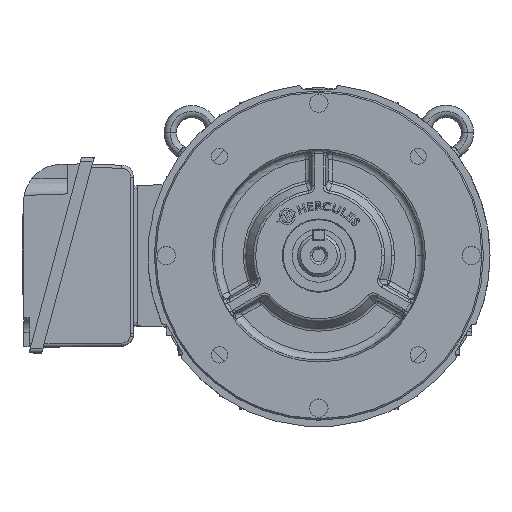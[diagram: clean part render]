
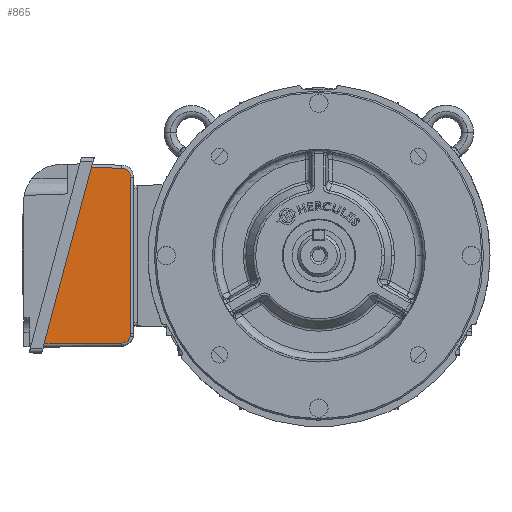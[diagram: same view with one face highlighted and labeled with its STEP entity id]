
A CAD part, top view. The second image highlights one B-rep face of the part: STEP entity #865.
In plain terms, the highlighted planar face has unit normal (0.017, -0.004, 1).
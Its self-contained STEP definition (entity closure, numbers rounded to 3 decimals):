
#670 = ORIENTED_EDGE ( 'NONE', *, *, #32123, .T. ) ;
#865 = ADVANCED_FACE ( 'NONE', ( #38268 ), #55384, .T. ) ;
#1065 = VERTEX_POINT ( 'NONE', #16248 ) ;
#1660 = CARTESIAN_POINT ( 'NONE',  ( -150.65, 57.75, 48.25 ) ) ;
#2474 = EDGE_CURVE ( 'NONE', #35350, #5639, #58522, .T. ) ;
#2780 = CARTESIAN_POINT ( 'NONE',  ( -126.612, -57.304, 47.325 ) ) ;
#3907 = LINE ( 'NONE', #38948, #37429 ) ;
#5639 = VERTEX_POINT ( 'NONE', #23005 ) ;
#7262 = VECTOR ( 'NONE', #37294, 1000. ) ;
#8376 = CARTESIAN_POINT ( 'NONE',  ( -129.414, -57.328, 47.372 ) ) ;
#9691 = CARTESIAN_POINT ( 'NONE',  ( -123.466, -51.329, 47.299 ) ) ;
#13238 = CARTESIAN_POINT ( 'NONE',  ( -123.671, -52.881, 47.295 ) ) ;
#13878 = DIRECTION ( 'NONE',  ( 0.259, 0.966, 0. ) ) ;
#15723 = CARTESIAN_POINT ( 'NONE',  ( -125.896, 57.318, 47.831 ) ) ;
#15842 = ORIENTED_EDGE ( 'NONE', *, *, #18346, .T. ) ;
#16248 = CARTESIAN_POINT ( 'NONE',  ( -181.607, -57.784, 48.25 ) ) ;
#17521 = CARTESIAN_POINT ( 'NONE',  ( -123.535, -52.374, 47.295 ) ) ;
#18346 = EDGE_CURVE ( 'NONE', #1065, #67344, #3907, .T. ) ;
#20010 = ORIENTED_EDGE ( 'NONE', *, *, #44156, .F. ) ;
#20228 = LINE ( 'NONE', #59748, #20392 ) ;
#20392 = VECTOR ( 'NONE', #13878, 1000. ) ;
#23005 = CARTESIAN_POINT ( 'NONE',  ( -123.466, 51.379, 47.763 ) ) ;
#24205 = CARTESIAN_POINT ( 'NONE',  ( -129.362, 57.378, 47.889 ) ) ;
#25574 = ORIENTED_EDGE ( 'NONE', *, *, #69809, .T. ) ;
#30033 = CARTESIAN_POINT ( 'NONE',  ( -124.396, -55.588, 47.295 ) ) ;
#30555 = CARTESIAN_POINT ( 'NONE',  ( -123.466, 51.388, 47.763 ) ) ;
#31682 = LINE ( 'NONE', #71592, #7262 ) ;
#32123 = EDGE_CURVE ( 'NONE', #5639, #61324, #50146, .T. ) ;
#35350 = VERTEX_POINT ( 'NONE', #9691 ) ;
#36878 = ORIENTED_EDGE ( 'NONE', *, *, #42307, .T. ) ;
#37294 = DIRECTION ( 'NONE',  ( -1., 0.017, 0.017 ) ) ;
#37429 = VECTOR ( 'NONE', #61685, 1000. ) ;
#37758 = AXIS2_PLACEMENT_3D ( 'NONE', #42727, #71074, #42350 ) ;
#38168 = CARTESIAN_POINT ( 'NONE',  ( -129.414, -57.328, 47.372 ) ) ;
#38268 = FACE_OUTER_BOUND ( 'NONE', #72400, .T. ) ;
#38948 = CARTESIAN_POINT ( 'NONE',  ( -129.447, -57.329, 47.373 ) ) ;
#40244 = CARTESIAN_POINT ( 'NONE',  ( -123.466, -51.854, 47.297 ) ) ;
#42089 = DIRECTION ( 'NONE',  ( 0., 1., 0.005 ) ) ;
#42307 = EDGE_CURVE ( 'NONE', #61324, #45149, #31682, .T. ) ;
#42350 = DIRECTION ( 'NONE',  ( 1., 0., -0.017 ) ) ;
#42727 = CARTESIAN_POINT ( 'NONE',  ( -163.369, 10.281, 48.25 ) ) ;
#44156 = EDGE_CURVE ( 'NONE', #1065, #45149, #20228, .T. ) ;
#45149 = VERTEX_POINT ( 'NONE', #1660 ) ;
#47204 = CARTESIAN_POINT ( 'NONE',  ( -123.671, -52.881, 47.295 ) ) ;
#50006 = CARTESIAN_POINT ( 'NONE',  ( -129.362, 57.378, 47.889 ) ) ;
#50146 =( BOUNDED_CURVE ( )  B_SPLINE_CURVE ( 3, ( #61183, #55218, #15723, #50006 ),
 .UNSPECIFIED., .F., .F. ) 
 B_SPLINE_CURVE_WITH_KNOTS ( ( 4, 4 ),
 ( 0.262, 1.815 ),
 .UNSPECIFIED. ) 
 CURVE ( )  GEOMETRIC_REPRESENTATION_ITEM ( )  RATIONAL_B_SPLINE_CURVE ( ( 1., 0.809, 0.809, 1. ) ) 
 REPRESENTATION_ITEM ( '' )  );
#51134 =( BOUNDED_CURVE ( )  B_SPLINE_CURVE ( 3, ( #68579, #17521, #40244, #63001 ),
 .UNSPECIFIED., .F., .F. ) 
 B_SPLINE_CURVE_WITH_KNOTS ( ( 4, 4 ),
 ( 0., 0.262 ),
 .UNSPECIFIED. ) 
 CURVE ( )  GEOMETRIC_REPRESENTATION_ITEM ( )  RATIONAL_B_SPLINE_CURVE ( ( 1., 0.994, 0.994, 1. ) ) 
 REPRESENTATION_ITEM ( '' )  );
#51343 =( BOUNDED_CURVE ( )  B_SPLINE_CURVE ( 3, ( #8376, #2780, #30033, #13238 ),
 .UNSPECIFIED., .F., .T. ) 
 B_SPLINE_CURVE_WITH_KNOTS ( ( 4, 4 ),
 ( 4.983, 6.283 ),
 .UNSPECIFIED. ) 
 CURVE ( )  GEOMETRIC_REPRESENTATION_ITEM ( )  RATIONAL_B_SPLINE_CURVE ( ( 1., 0.864, 0.864, 1. ) ) 
 REPRESENTATION_ITEM ( '' )  );
#55218 = CARTESIAN_POINT ( 'NONE',  ( -123.466, 54.846, 47.779 ) ) ;
#55384 = PLANE ( 'NONE',  #37758 ) ;
#58522 = LINE ( 'NONE', #30555, #72900 ) ;
#59748 = CARTESIAN_POINT ( 'NONE',  ( -163.369, 10.281, 48.25 ) ) ;
#61183 = CARTESIAN_POINT ( 'NONE',  ( -123.466, 51.379, 47.763 ) ) ;
#61324 = VERTEX_POINT ( 'NONE', #24205 ) ;
#61395 = EDGE_CURVE ( 'NONE', #62481, #35350, #51134, .T. ) ;
#61685 = DIRECTION ( 'NONE',  ( 1., 0.009, -0.017 ) ) ;
#62481 = VERTEX_POINT ( 'NONE', #47204 ) ;
#62620 = ORIENTED_EDGE ( 'NONE', *, *, #2474, .T. ) ;
#63001 = CARTESIAN_POINT ( 'NONE',  ( -123.466, -51.329, 47.299 ) ) ;
#67344 = VERTEX_POINT ( 'NONE', #38168 ) ;
#67386 = ORIENTED_EDGE ( 'NONE', *, *, #61395, .T. ) ;
#68579 = CARTESIAN_POINT ( 'NONE',  ( -123.671, -52.881, 47.295 ) ) ;
#69809 = EDGE_CURVE ( 'NONE', #67344, #62481, #51343, .T. ) ;
#71074 = DIRECTION ( 'NONE',  ( 0.017, -0.005, 1. ) ) ;
#71592 = CARTESIAN_POINT ( 'NONE',  ( -162.534, 57.957, 48.451 ) ) ;
#72400 = EDGE_LOOP ( 'NONE', ( #20010, #15842, #25574, #67386, #62620, #670, #36878 ) ) ;
#72900 = VECTOR ( 'NONE', #42089, 1000. ) ;
